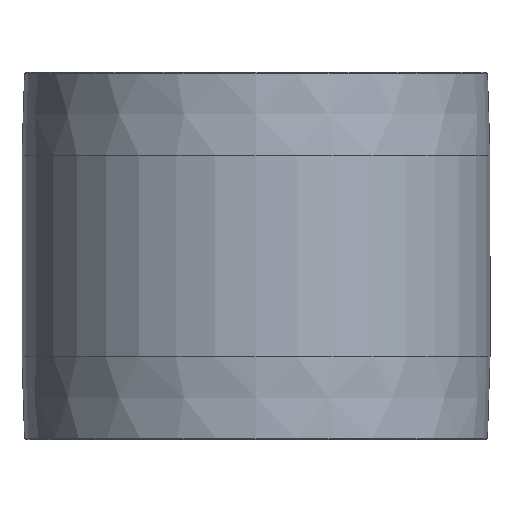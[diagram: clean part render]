
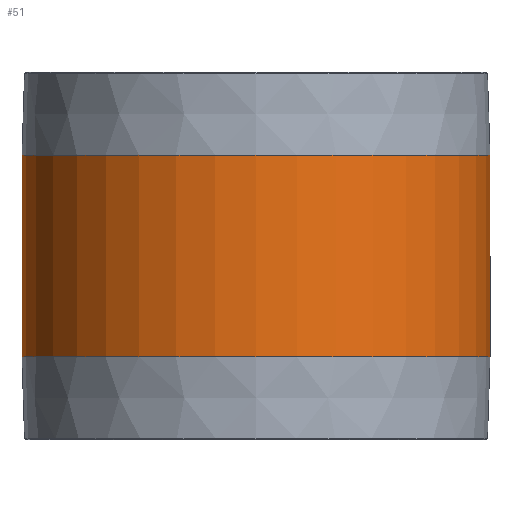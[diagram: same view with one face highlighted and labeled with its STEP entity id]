
A CAD part, front view. The second image highlights one B-rep face of the part: STEP entity #51.
In plain terms, the highlighted cylindrical face has radius 161.925 mm (diameter 323.85 mm), a partial arc.
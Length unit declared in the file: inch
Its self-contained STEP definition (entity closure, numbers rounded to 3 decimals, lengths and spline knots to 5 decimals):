
#6 = ORIENTED_EDGE ( 'NONE', *, *, #248, .T. ) ;
#51 = ADVANCED_FACE ( 'NONE', ( #61 ), #183, .T. ) ;
#61 = FACE_OUTER_BOUND ( 'NONE', #176, .T. ) ;
#93 = DIRECTION ( 'NONE',  ( -1., 0., 0. ) ) ;
#108 = CIRCLE ( 'NONE', #425, 6.375 ) ;
#109 = CARTESIAN_POINT ( 'NONE',  ( 6.375, 0., 7.75 ) ) ;
#132 = VERTEX_POINT ( 'NONE', #109 ) ;
#148 = ORIENTED_EDGE ( 'NONE', *, *, #457, .T. ) ;
#157 = VERTEX_POINT ( 'NONE', #234 ) ;
#168 = LINE ( 'NONE', #471, #462 ) ;
#176 = EDGE_LOOP ( 'NONE', ( #258, #148, #6, #450 ) ) ;
#181 = DIRECTION ( 'NONE',  ( 0., 0., -1. ) ) ;
#183 = CYLINDRICAL_SURFACE ( 'NONE', #339, 6.375 ) ;
#191 = CARTESIAN_POINT ( 'NONE',  ( 0., 0., 10. ) ) ;
#194 = DIRECTION ( 'NONE',  ( -1., 0., 0. ) ) ;
#199 = CARTESIAN_POINT ( 'NONE',  ( 6.375, 0., 10. ) ) ;
#234 = CARTESIAN_POINT ( 'NONE',  ( -6.375, 0., 7.75 ) ) ;
#242 = DIRECTION ( 'NONE',  ( -1., 0., 0. ) ) ;
#248 = EDGE_CURVE ( 'NONE', #157, #254, #168, .T. ) ;
#254 = VERTEX_POINT ( 'NONE', #379 ) ;
#258 = ORIENTED_EDGE ( 'NONE', *, *, #468, .F. ) ;
#267 = VERTEX_POINT ( 'NONE', #348 ) ;
#293 = VECTOR ( 'NONE', #448, 39.37008 ) ;
#300 = DIRECTION ( 'NONE',  ( 0., 0., -1. ) ) ;
#325 = DIRECTION ( 'NONE',  ( 0., 0., -1. ) ) ;
#328 = CIRCLE ( 'NONE', #463, 6.375 ) ;
#339 = AXIS2_PLACEMENT_3D ( 'NONE', #191, #355, #93 ) ;
#348 = CARTESIAN_POINT ( 'NONE',  ( 6.375, 0., 2.25 ) ) ;
#355 = DIRECTION ( 'NONE',  ( 0., 0., -1. ) ) ;
#379 = CARTESIAN_POINT ( 'NONE',  ( -6.375, 0., 2.25 ) ) ;
#389 = CARTESIAN_POINT ( 'NONE',  ( 0., 0., 2.25 ) ) ;
#410 = LINE ( 'NONE', #199, #293 ) ;
#425 = AXIS2_PLACEMENT_3D ( 'NONE', #389, #181, #194 ) ;
#438 = EDGE_CURVE ( 'NONE', #267, #254, #108, .T. ) ;
#448 = DIRECTION ( 'NONE',  ( 0., 0., -1. ) ) ;
#450 = ORIENTED_EDGE ( 'NONE', *, *, #438, .F. ) ;
#457 = EDGE_CURVE ( 'NONE', #132, #157, #328, .T. ) ;
#462 = VECTOR ( 'NONE', #300, 39.37008 ) ;
#463 = AXIS2_PLACEMENT_3D ( 'NONE', #541, #325, #242 ) ;
#468 = EDGE_CURVE ( 'NONE', #132, #267, #410, .T. ) ;
#471 = CARTESIAN_POINT ( 'NONE',  ( -6.375, 0., 10. ) ) ;
#541 = CARTESIAN_POINT ( 'NONE',  ( 0., 0., 7.75 ) ) ;
